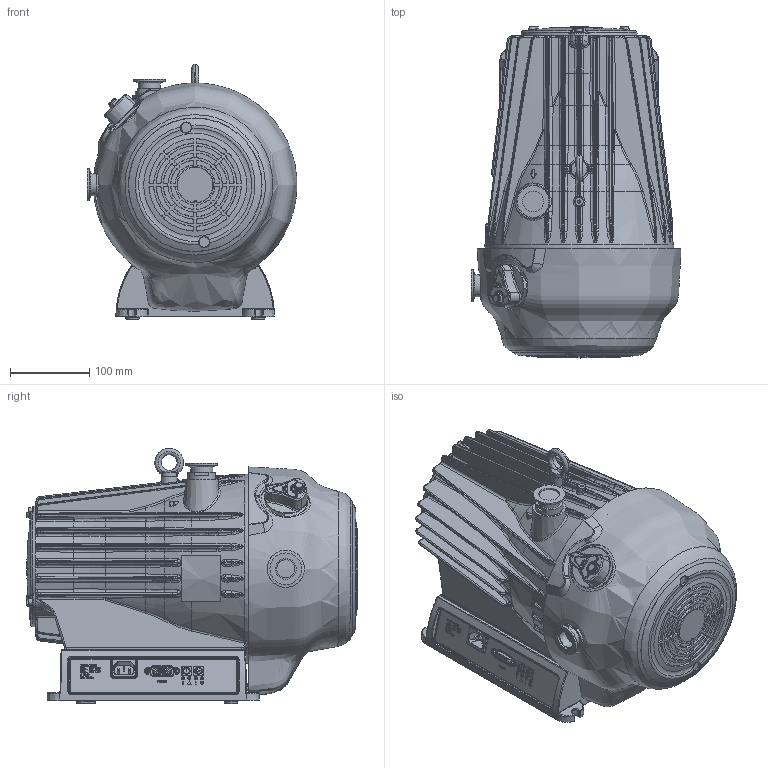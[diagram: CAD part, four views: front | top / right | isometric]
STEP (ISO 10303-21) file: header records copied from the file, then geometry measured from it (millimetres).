
FILE_DESCRIPTION(/* description */ (''),/* implementation_level */ '2;1');
FILE_NAME(/* name */ 'PD900000.stp',/* time_stamp */ '2020-02-17T13:37:26+01:00',/* author */ ('SCHAEFER'),/* organization */ (''),/* preprocessor_version */ 'ST-DEVELOPER v17',/* originating_system */ 'Autodesk Inventor 2018',/* authorisation */ '');
FILE_SCHEMA (('AUTOMOTIVE_DESIGN { 1 0 10303 214 3 1 1 }'));
Products named in the file (1): PD 900 000
Bounding box: 264.88 x 418.65 x 322.1 mm (x, y, z)
Volume: 16142843.9 mm3; surface area: 788391.2 mm2
Topology: 1 solids, 78 shells, 5046 faces, 12880 edges, 8166 vertices
Faces by surface type: bspline 2179, plane 1490, cylinder 581, cone 403, torus 275, sphere 118
Full cylindrical faces by diameter (mm): 2 x15, 2.4 x2, 2.459 x7, 2.8 x12, 3 x10, 3.242 x1, 3.3 x4, 3.5 x10, 3.7 x1, 4 x17, 4.1 x4, 4.134 x6, 4.3 x5, 5 x12, 5.4 x6, 5.5 x7, 5.54 x4, 6 x3, 6.4 x1, 7 x1, 7.301 x1, 8.5 x3, 9 x4, 9.002 x1, 9.73 x1, 11 x1, 13.5 x3, 16 x1, 19.1 x4, 20 x1
Entity records: 234670 total; most frequent: CARTESIAN_POINT 126850, ORIENTED_EDGE 25580, DIRECTION 17040, EDGE_CURVE 12790, VERTEX_POINT 8166, AXIS2_PLACEMENT_3D 6510, EDGE_LOOP 5457, FACE_OUTER_BOUND 5046
